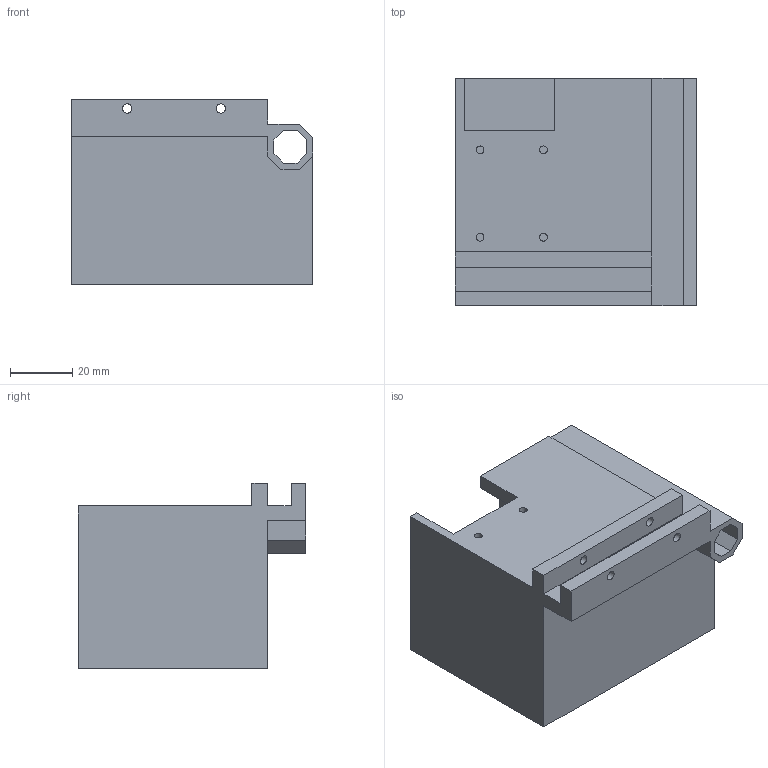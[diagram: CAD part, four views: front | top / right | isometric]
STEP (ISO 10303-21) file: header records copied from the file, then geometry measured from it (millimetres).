
FILE_DESCRIPTION(/* description */ ('STEP AP242','CAx-IF Rec.Pracs.---Representation and Presentation of Product Manufacturing Information (PMI)---4.0---2014-10-13','CAx-IF Rec.Pracs.---3D Tessellated Geometry---0.4---2014-09-14','2;1'),/* implementation_level */ '2;1');
FILE_NAME(/* name */ '66d5b87188e2e62abc309b8d',/* time_stamp */ '2024-09-02T13:06:58Z',/* author */ (''),/* organization */ (''),/* preprocessor_version */ 'ST-DEVELOPER v20',/* originating_system */ ' ',/* authorisation */ ' ');
FILE_SCHEMA (('AP242_MANAGED_MODEL_BASED_3D_ENGINEERING_MIM_LF { 1 0 10303 442 1 1 4 }'));
Length unit declared in the file: metre
Products named in the file (1): electronics mount
Bounding box: 77.5 x 73 x 59.5 mm (x, y, z)
Volume: 68581.5 mm3; surface area: 43450.1 mm2
Topology: 1 solids, 1 shells, 99 faces, 273 edges, 179 vertices
Faces by surface type: plane 77, cylinder 22
Full cylindrical faces by diameter (mm): 2.5 x4, 3 x4
Entity records: 3089 total; most frequent: CARTESIAN_POINT 536, ORIENTED_EDGE 522, DIRECTION 493, EDGE_CURVE 261, LINE 229, VECTOR 229, VERTEX_POINT 175, AXIS2_PLACEMENT_3D 132
